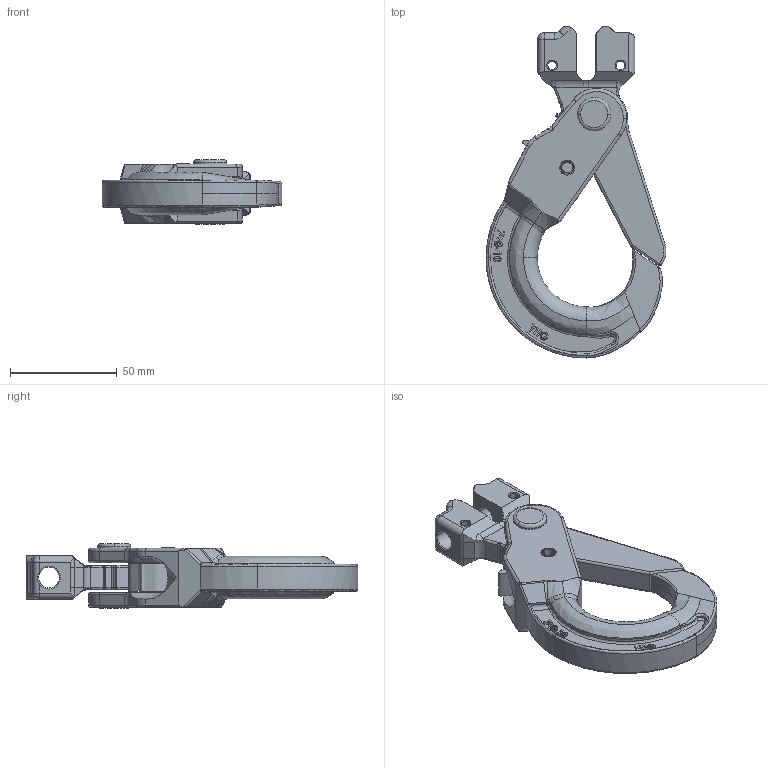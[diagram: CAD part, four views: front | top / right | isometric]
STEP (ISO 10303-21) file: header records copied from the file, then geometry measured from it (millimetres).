
FILE_DESCRIPTION(('CATIA V5 STEP Exchange'),'2;1');
FILE_NAME('X-026-07.stp','2019-07-23T01:23:09+00:00',('none'),('none'),'CATIA Version 5 Release 21 GA (IN-10)','CATIA V5 STEP AP203','none');
FILE_SCHEMA(('CONFIG_CONTROL_DESIGN'));
Length unit declared in the file: millimetre
Products named in the file (1): X-026-07
Bounding box: 84.29 x 155.48 x 30.2 mm (x, y, z)
Volume: 110505.3 mm3; surface area: 34749.5 mm2
Topology: 3 solids, 3 shells, 746 faces, 1970 edges, 1259 vertices
Faces by surface type: plane 296, bspline 225, cylinder 147, torus 64, sphere 14
Entity records: 35037 total; most frequent: CARTESIAN_POINT 19267, ORIENTED_EDGE 3904, DIRECTION 2134, EDGE_CURVE 1952, VERTEX_POINT 1259, VECTOR 839, LINE 839, EDGE_LOOP 805
